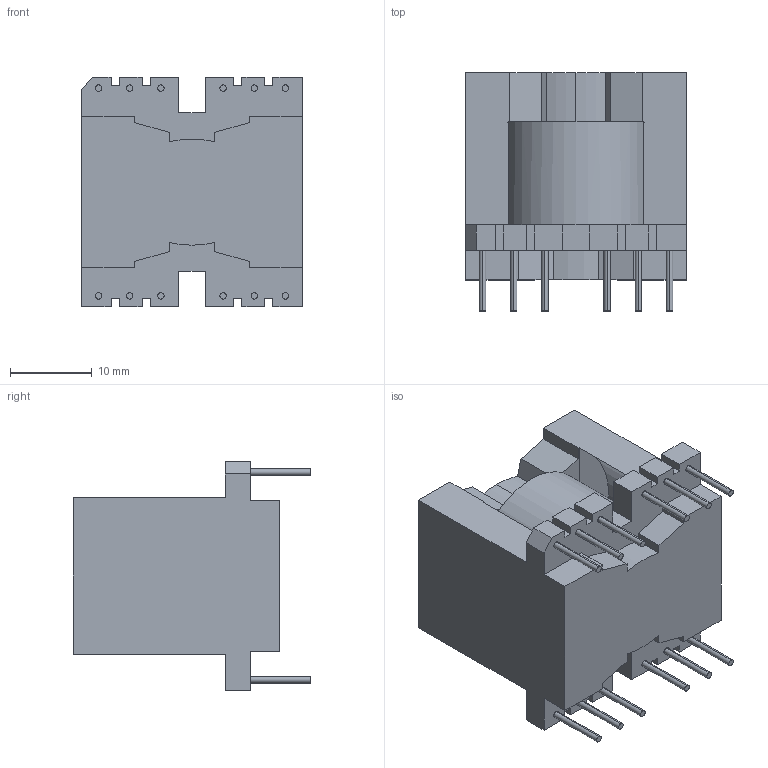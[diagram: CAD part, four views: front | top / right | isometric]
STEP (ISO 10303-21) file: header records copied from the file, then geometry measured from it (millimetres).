
FILE_DESCRIPTION (( 'STEP AP214' ), '1' );
FILE_NAME ('User Library-TRANS PQ2625_2.stp', '2021-07-20T15:58:45', ( '' ), ( '' ), 'SwSTEP 2.0', 'SolidWorks 2017', '' );
FILE_SCHEMA (( 'AUTOMOTIVE_DESIGN' ));
Length unit declared in the file: millimetre
Products named in the file (1): User Library-TRANS PQ2625_2
Bounding box: 27 x 29.1 x 28.12 mm (x, y, z)
Volume: 10289.5 mm3; surface area: 5438.3 mm2
Topology: 1 solids, 1 shells, 143 faces, 384 edges, 252 vertices
Faces by surface type: plane 108, cylinder 35
Entity records: 5336 total; most frequent: CARTESIAN_POINT 780, ORIENTED_EDGE 768, DIRECTION 746, EDGE_CURVE 384, LINE 310, VECTOR 310, VERTEX_POINT 252, AXIS2_PLACEMENT_3D 218
